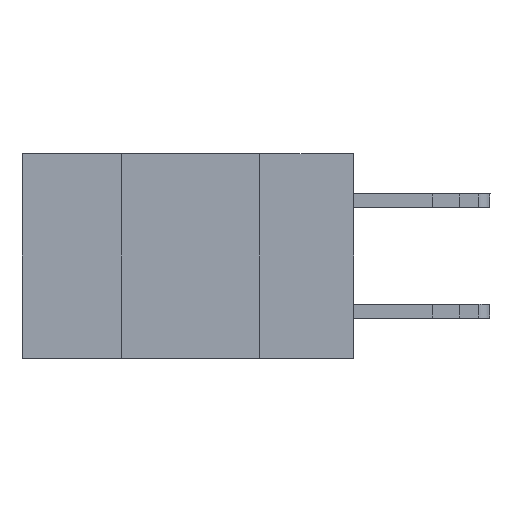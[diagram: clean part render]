
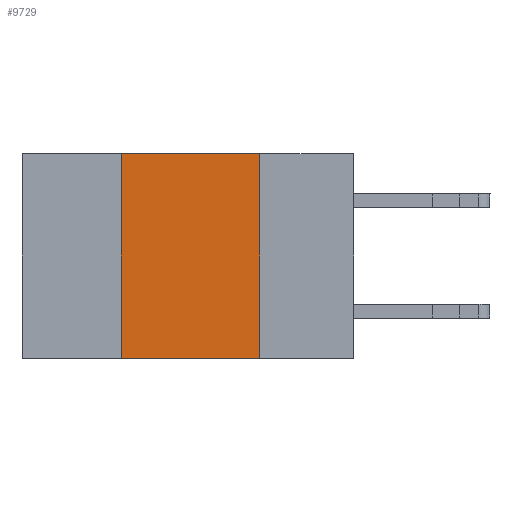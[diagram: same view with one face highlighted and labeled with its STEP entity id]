
A CAD part, left-side view. The second image highlights one B-rep face of the part: STEP entity #9729.
In plain terms, the highlighted planar face has unit normal (-1, 0, 0).
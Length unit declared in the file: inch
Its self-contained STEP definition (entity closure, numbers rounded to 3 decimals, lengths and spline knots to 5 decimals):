
#384 = VERTEX_POINT ( 'NONE', #885 ) ;
#812 = CARTESIAN_POINT ( 'NONE',  ( 0., 0.6, 0. ) ) ;
#885 = CARTESIAN_POINT ( 'NONE',  ( 0., 0.17, -0.37 ) ) ;
#1446 = VERTEX_POINT ( 'NONE', #12307 ) ;
#1573 = CARTESIAN_POINT ( 'NONE',  ( 0., 0.42, -0.37 ) ) ;
#2829 = PLANE ( 'NONE',  #7258 ) ;
#3206 = CARTESIAN_POINT ( 'NONE',  ( 0., 0.42, 0. ) ) ;
#3505 = DIRECTION ( 'NONE',  ( 0., -1., 0. ) ) ;
#3774 = LINE ( 'NONE', #812, #13550 ) ;
#4308 = ORIENTED_EDGE ( 'NONE', *, *, #8514, .F. ) ;
#5431 = DIRECTION ( 'NONE',  ( 0., 0., -1. ) ) ;
#5452 = EDGE_LOOP ( 'NONE', ( #8154, #4308, #14026, #19962 ) ) ;
#6133 = EDGE_CURVE ( 'NONE', #1446, #384, #20433, .T. ) ;
#7258 = AXIS2_PLACEMENT_3D ( 'NONE', #20027, #16086, #18193 ) ;
#8154 = ORIENTED_EDGE ( 'NONE', *, *, #6133, .F. ) ;
#8514 = EDGE_CURVE ( 'NONE', #12246, #1446, #3774, .T. ) ;
#8537 = LINE ( 'NONE', #11058, #20150 ) ;
#9729 = ADVANCED_FACE ( 'NONE', ( #13533 ), #2829, .F. ) ;
#9758 = DIRECTION ( 'NONE',  ( 0., -1., 0. ) ) ;
#11058 = CARTESIAN_POINT ( 'NONE',  ( 0., 0.42, 0. ) ) ;
#12069 = VECTOR ( 'NONE', #9758, 39.37008 ) ;
#12246 = VERTEX_POINT ( 'NONE', #3206 ) ;
#12307 = CARTESIAN_POINT ( 'NONE',  ( 0., 0.17, 0. ) ) ;
#12400 = VECTOR ( 'NONE', #5431, 39.37008 ) ;
#13533 = FACE_OUTER_BOUND ( 'NONE', #5452, .T. ) ;
#13550 = VECTOR ( 'NONE', #3505, 39.37008 ) ;
#14026 = ORIENTED_EDGE ( 'NONE', *, *, #21907, .F. ) ;
#16086 = DIRECTION ( 'NONE',  ( 1., 0., 0. ) ) ;
#18193 = DIRECTION ( 'NONE',  ( 0., 0., -1. ) ) ;
#19962 = ORIENTED_EDGE ( 'NONE', *, *, #22809, .T. ) ;
#20027 = CARTESIAN_POINT ( 'NONE',  ( 0., 0.6, 0. ) ) ;
#20150 = VECTOR ( 'NONE', #24455, 39.37008 ) ;
#20433 = LINE ( 'NONE', #24330, #12400 ) ;
#21247 = CARTESIAN_POINT ( 'NONE',  ( 0., 0.6, -0.37 ) ) ;
#21907 = EDGE_CURVE ( 'NONE', #23138, #12246, #8537, .T. ) ;
#22809 = EDGE_CURVE ( 'NONE', #23138, #384, #23079, .T. ) ;
#23079 = LINE ( 'NONE', #21247, #12069 ) ;
#23138 = VERTEX_POINT ( 'NONE', #1573 ) ;
#24330 = CARTESIAN_POINT ( 'NONE',  ( 0., 0.17, 0. ) ) ;
#24455 = DIRECTION ( 'NONE',  ( 0., 0., 1. ) ) ;
